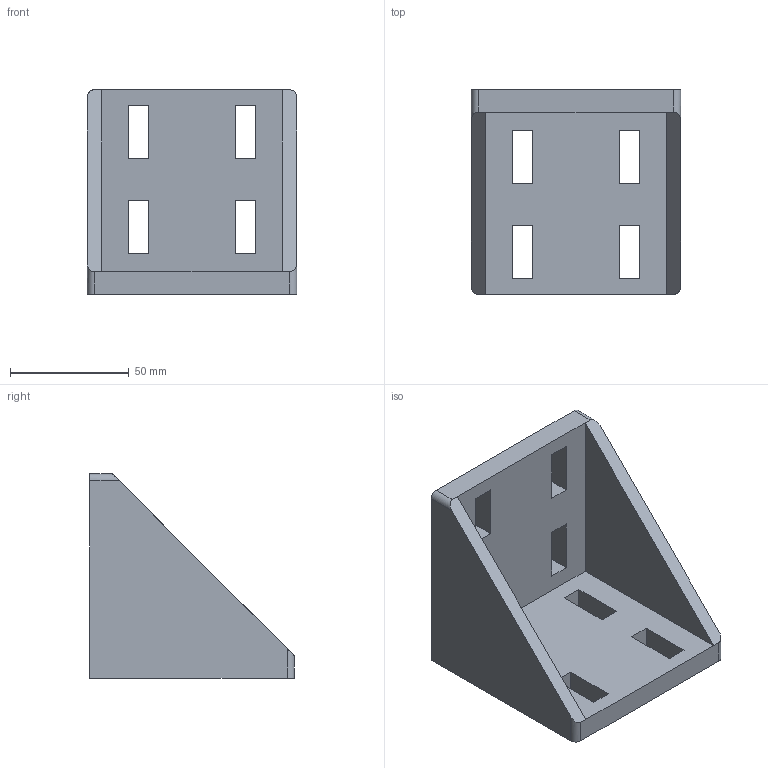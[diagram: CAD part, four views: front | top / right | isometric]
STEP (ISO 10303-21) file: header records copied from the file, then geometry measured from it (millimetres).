
FILE_DESCRIPTION(('STEP AP214'),'1');
FILE_NAME('cctmp_E1B373C9-5BAF-4C94-BCFF-C7F0888C968C_2020_1_10_11_34_54_601..stp','2020-01-10T10:34:54',('Bosch Rexroth AG'),('CADClick - www.CADClick.com'),'Spatial InterOp 3D',' ','unknown authorization - (Healing Option Enabled)');
FILE_SCHEMA(('AUTOMOTIVE_DESIGN'));
Length unit declared in the file: millimetre
Products named in the file (1): 2020_01_10__11-34-54-599
Bounding box: 88 x 86 x 86 mm (x, y, z)
Volume: 156007.9 mm3; surface area: 46071.6 mm2
Topology: 1 solids, 1 shells, 48 faces, 134 edges, 88 vertices
Faces by surface type: plane 44, cylinder 4
Entity records: 1978 total; most frequent: CARTESIAN_POINT 307, ORIENTED_EDGE 268, DIRECTION 232, EDGE_CURVE 134, LINE 126, VECTOR 126, VERTEX_POINT 88, EDGE_LOOP 64
